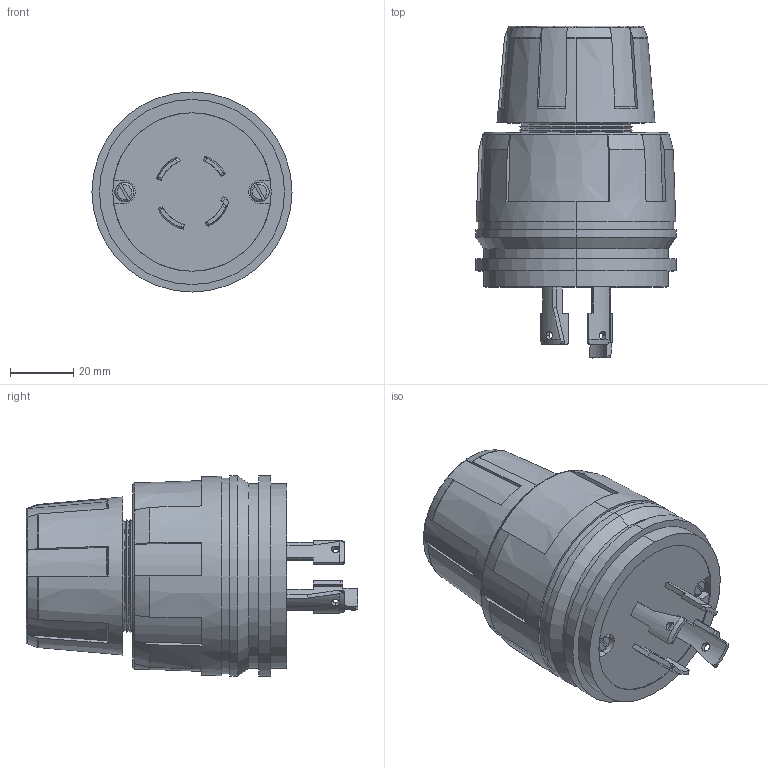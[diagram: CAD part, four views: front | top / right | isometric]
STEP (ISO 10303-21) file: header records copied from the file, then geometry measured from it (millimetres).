
FILE_DESCRIPTION (( 'STEP AP214' ), '1' );
FILE_NAME ('28W76BRY.STEP', '2014-06-19T14:17:55', ( '' ), ( '' ), 'SwSTEP 2.0', 'SolidWorks 2013', '' );
FILE_SCHEMA (( 'AUTOMOTIVE_DESIGN' ));
Length unit declared in the file: inch
Products named in the file (1): 28W76BRY
Bounding box: 63.5 x 105.33 x 63.5 mm (x, y, z)
Volume: 188039.5 mm3; surface area: 27334.6 mm2
Topology: 1 solids, 1 shells, 210 faces, 548 edges, 352 vertices
Faces by surface type: plane 81, cylinder 56, cone 54, torus 17, sphere 2
Entity records: 8912 total; most frequent: CARTESIAN_POINT 1703, DIRECTION 1130, ORIENTED_EDGE 1094, EDGE_CURVE 547, AXIS2_PLACEMENT_3D 433, VERTEX_POINT 352, VECTOR 264, LINE 264
